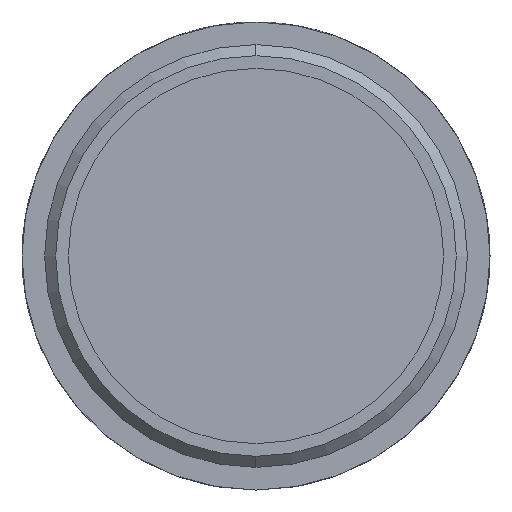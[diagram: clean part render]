
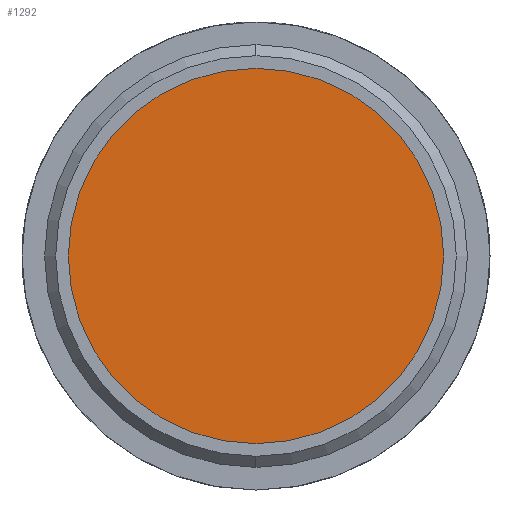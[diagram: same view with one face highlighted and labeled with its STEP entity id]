
A CAD part, left-side view. The second image highlights one B-rep face of the part: STEP entity #1292.
In plain terms, the highlighted planar face has unit normal (-1, 0, 0).
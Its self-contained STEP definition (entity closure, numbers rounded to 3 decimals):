
#24 = FACE_OUTER_BOUND ( 'NONE', #647, .T. ) ;
#132 = ORIENTED_EDGE ( 'NONE', *, *, #1408, .F. ) ;
#244 = CARTESIAN_POINT ( 'NONE',  ( -49.2, 0., -17. ) ) ;
#297 = PLANE ( 'NONE',  #1252 ) ;
#310 = DIRECTION ( 'NONE',  ( -1., 0., 0. ) ) ;
#508 = ORIENTED_EDGE ( 'NONE', *, *, #2533, .F. ) ;
#647 = EDGE_LOOP ( 'NONE', ( #508, #132 ) ) ;
#770 = CARTESIAN_POINT ( 'NONE',  ( -49.2, 17., 0. ) ) ;
#1155 = CARTESIAN_POINT ( 'NONE',  ( -49.2, 0., 0. ) ) ;
#1252 = AXIS2_PLACEMENT_3D ( 'NONE', #770, #310, #1486 ) ;
#1292 = ADVANCED_FACE ( 'NONE', ( #24 ), #297, .T. ) ;
#1305 = VERTEX_POINT ( 'NONE', #1798 ) ;
#1342 = DIRECTION ( 'NONE',  ( 1., 0., 0. ) ) ;
#1408 = EDGE_CURVE ( 'NONE', #1305, #3147, #2084, .T. ) ;
#1486 = DIRECTION ( 'NONE',  ( 0., 0., 1. ) ) ;
#1755 = CIRCLE ( 'NONE', #2632, 17. ) ;
#1798 = CARTESIAN_POINT ( 'NONE',  ( -49.2, 0., 17. ) ) ;
#2084 = CIRCLE ( 'NONE', #2349, 17. ) ;
#2349 = AXIS2_PLACEMENT_3D ( 'NONE', #2900, #3137, #2408 ) ;
#2408 = DIRECTION ( 'NONE',  ( 0., 0., -1. ) ) ;
#2533 = EDGE_CURVE ( 'NONE', #3147, #1305, #1755, .T. ) ;
#2632 = AXIS2_PLACEMENT_3D ( 'NONE', #1155, #1342, #3101 ) ;
#2900 = CARTESIAN_POINT ( 'NONE',  ( -49.2, 0., 0. ) ) ;
#3101 = DIRECTION ( 'NONE',  ( 0., 0., -1. ) ) ;
#3137 = DIRECTION ( 'NONE',  ( 1., 0., 0. ) ) ;
#3147 = VERTEX_POINT ( 'NONE', #244 ) ;
